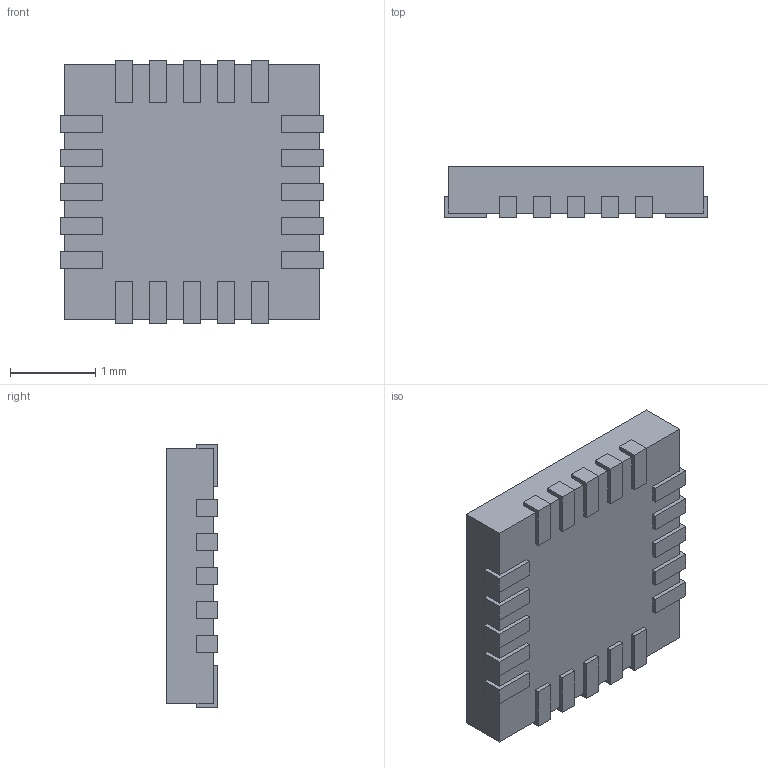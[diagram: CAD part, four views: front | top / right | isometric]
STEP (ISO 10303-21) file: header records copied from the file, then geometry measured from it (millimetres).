
FILE_DESCRIPTION (( 'STEP AP214' ), '1' );
FILE_NAME ('934989B7-A2C7-4C5C-BC09-FF41DAFBAFDA.STEP', '2024-04-22T02:20:34', ( '' ), ( '' ), 'SwSTEP 2.0', 'SolidWorks 2022', '' );
FILE_SCHEMA (( 'AUTOMOTIVE_DESIGN' ));
Length unit declared in the file: millimetre
Products named in the file (1): 934989B7-A2C7-4C5C-BC09-FF41DAFBAFDA
Bounding box: 3.1 x 0.6 x 3.1 mm (x, y, z)
Volume: 5.1 mm3; surface area: 32 mm2
Topology: 21 solids, 21 shells, 169 faces, 378 edges, 252 vertices
Faces by surface type: plane 167, bspline 2
Entity records: 4873 total; most frequent: CARTESIAN_POINT 864, ORIENTED_EDGE 756, DIRECTION 716, EDGE_CURVE 378, VECTOR 372, LINE 372, VERTEX_POINT 252, AXIS2_PLACEMENT_3D 172
